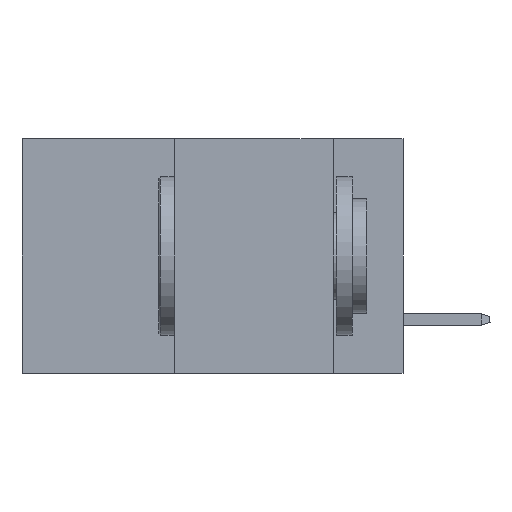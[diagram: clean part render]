
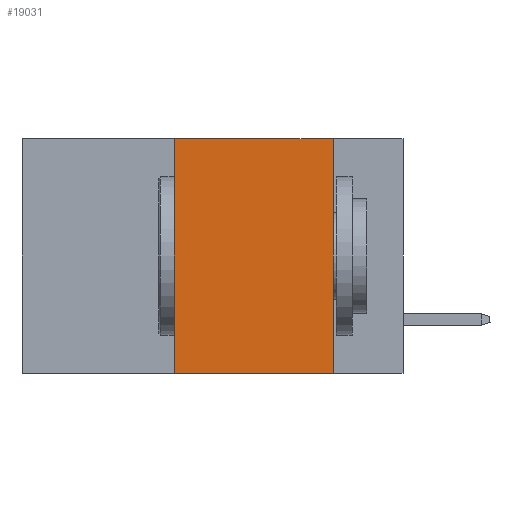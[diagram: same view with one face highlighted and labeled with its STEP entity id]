
A CAD part, left-side view. The second image highlights one B-rep face of the part: STEP entity #19031.
In plain terms, the highlighted planar face has unit normal (-1, 0, 0).
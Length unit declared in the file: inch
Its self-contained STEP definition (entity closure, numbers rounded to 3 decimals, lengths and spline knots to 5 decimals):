
#3310 = ORIENTED_EDGE ( 'NONE', *, *, #3907, .F. ) ;
#3650 = CARTESIAN_POINT ( 'NONE',  ( 0., 0.11, -0.37 ) ) ;
#3907 = EDGE_CURVE ( 'NONE', #28760, #34124, #33524, .T. ) ;
#6215 = CARTESIAN_POINT ( 'NONE',  ( 0., 0.36, 0. ) ) ;
#6886 = DIRECTION ( 'NONE',  ( 0., -1., 0. ) ) ;
#6937 = EDGE_LOOP ( 'NONE', ( #3310, #14918, #13307, #14487 ) ) ;
#6954 = EDGE_CURVE ( 'NONE', #33462, #34124, #21518, .T. ) ;
#8786 = DIRECTION ( 'NONE',  ( 0., 0., 1. ) ) ;
#8937 = PLANE ( 'NONE',  #13849 ) ;
#9483 = CARTESIAN_POINT ( 'NONE',  ( 0., 0.6, 0. ) ) ;
#10684 = VERTEX_POINT ( 'NONE', #35238 ) ;
#11032 = VECTOR ( 'NONE', #30974, 39.37008 ) ;
#12927 = CARTESIAN_POINT ( 'NONE',  ( 0., 0.36, -0.37 ) ) ;
#13307 = ORIENTED_EDGE ( 'NONE', *, *, #14760, .F. ) ;
#13849 = AXIS2_PLACEMENT_3D ( 'NONE', #9483, #20439, #17884 ) ;
#14487 = ORIENTED_EDGE ( 'NONE', *, *, #6954, .T. ) ;
#14760 = EDGE_CURVE ( 'NONE', #33462, #10684, #25976, .T. ) ;
#14918 = ORIENTED_EDGE ( 'NONE', *, *, #16445, .F. ) ;
#16445 = EDGE_CURVE ( 'NONE', #10684, #28760, #23504, .T. ) ;
#17746 = VECTOR ( 'NONE', #6886, 39.37008 ) ;
#17884 = DIRECTION ( 'NONE',  ( 0., 0., -1. ) ) ;
#19031 = ADVANCED_FACE ( 'NONE', ( #23192 ), #8937, .F. ) ;
#20439 = DIRECTION ( 'NONE',  ( 1., 0., 0. ) ) ;
#20823 = VECTOR ( 'NONE', #8786, 39.37008 ) ;
#21518 = LINE ( 'NONE', #21686, #27717 ) ;
#21686 = CARTESIAN_POINT ( 'NONE',  ( 0., 0.6, -0.37 ) ) ;
#23192 = FACE_OUTER_BOUND ( 'NONE', #6937, .T. ) ;
#23504 = LINE ( 'NONE', #34711, #17746 ) ;
#24774 = CARTESIAN_POINT ( 'NONE',  ( 0., 0.11, 0. ) ) ;
#25976 = LINE ( 'NONE', #6215, #20823 ) ;
#27213 = DIRECTION ( 'NONE',  ( 0., -1., 0. ) ) ;
#27717 = VECTOR ( 'NONE', #27213, 39.37008 ) ;
#28036 = CARTESIAN_POINT ( 'NONE',  ( 0., 0.11, 0. ) ) ;
#28760 = VERTEX_POINT ( 'NONE', #24774 ) ;
#30974 = DIRECTION ( 'NONE',  ( 0., 0., -1. ) ) ;
#33462 = VERTEX_POINT ( 'NONE', #12927 ) ;
#33524 = LINE ( 'NONE', #28036, #11032 ) ;
#34124 = VERTEX_POINT ( 'NONE', #3650 ) ;
#34711 = CARTESIAN_POINT ( 'NONE',  ( 0., 0.6, 0. ) ) ;
#35238 = CARTESIAN_POINT ( 'NONE',  ( 0., 0.36, 0. ) ) ;
